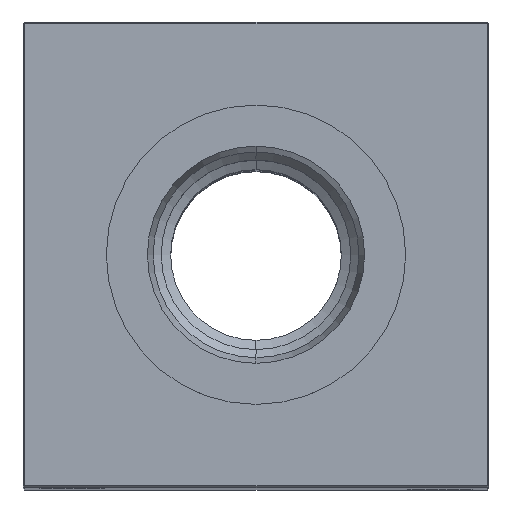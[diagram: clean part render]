
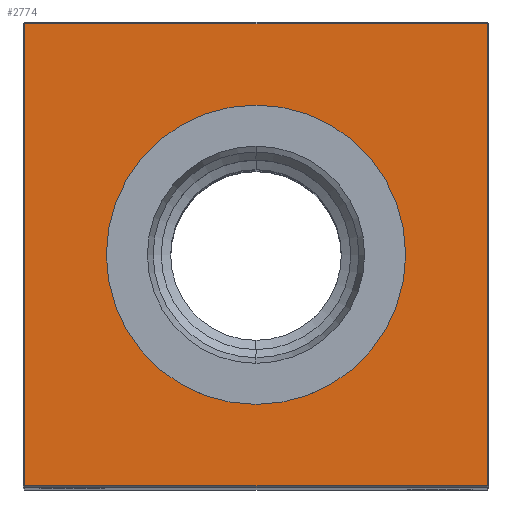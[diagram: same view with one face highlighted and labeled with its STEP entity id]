
A CAD part, top view. The second image highlights one B-rep face of the part: STEP entity #2774.
In plain terms, the highlighted planar face has unit normal (0, 0, 1).
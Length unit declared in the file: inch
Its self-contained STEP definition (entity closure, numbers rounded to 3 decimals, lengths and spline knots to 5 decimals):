
#446 = ORIENTED_EDGE ( 'NONE', *, *, #500, .T. ) ;
#500 = EDGE_CURVE ( 'NONE', #4087, #22551, #8456, .T. ) ;
#1131 = CARTESIAN_POINT ( 'NONE',  ( 1.49, 0., 9.25 ) ) ;
#2114 = CARTESIAN_POINT ( 'NONE',  ( 1.49, 1.49, 9.25 ) ) ;
#2170 = DIRECTION ( 'NONE',  ( -1., 0., 0. ) ) ;
#2774 = ADVANCED_FACE ( 'NONE', ( #11183, #15822 ), #9057, .F. ) ;
#3504 = CARTESIAN_POINT ( 'NONE',  ( -1.49, 1.49, 9.25 ) ) ;
#3862 = VECTOR ( 'NONE', #22432, 39.37008 ) ;
#4087 = VERTEX_POINT ( 'NONE', #2114 ) ;
#4802 = VERTEX_POINT ( 'NONE', #14047 ) ;
#4835 = DIRECTION ( 'NONE',  ( 0., 0., -1. ) ) ;
#5563 = DIRECTION ( 'NONE',  ( 0., -1., 0. ) ) ;
#6534 = AXIS2_PLACEMENT_3D ( 'NONE', #15546, #4835, #13445 ) ;
#6584 = CARTESIAN_POINT ( 'NONE',  ( 1.49, -1.49, 9.25 ) ) ;
#6689 = AXIS2_PLACEMENT_3D ( 'NONE', #23511, #27860, #21005 ) ;
#7123 = VECTOR ( 'NONE', #9861, 39.37008 ) ;
#7526 = EDGE_LOOP ( 'NONE', ( #13727, #26228, #14967, #446 ) ) ;
#7732 = LINE ( 'NONE', #20565, #7123 ) ;
#8456 = LINE ( 'NONE', #14516, #27613 ) ;
#9057 = PLANE ( 'NONE',  #6534 ) ;
#9861 = DIRECTION ( 'NONE',  ( 1., 0., 0. ) ) ;
#9877 = CARTESIAN_POINT ( 'NONE',  ( -1.49, -1.49, 9.25 ) ) ;
#10608 = CIRCLE ( 'NONE', #25867, 0.96457 ) ;
#11183 = FACE_OUTER_BOUND ( 'NONE', #7526, .T. ) ;
#13445 = DIRECTION ( 'NONE',  ( -1., 0., 0. ) ) ;
#13727 = ORIENTED_EDGE ( 'NONE', *, *, #21037, .T. ) ;
#14047 = CARTESIAN_POINT ( 'NONE',  ( 0., -0.96457, 9.25 ) ) ;
#14516 = CARTESIAN_POINT ( 'NONE',  ( 0., 1.49, 9.25 ) ) ;
#14967 = ORIENTED_EDGE ( 'NONE', *, *, #17259, .T. ) ;
#15146 = DIRECTION ( 'NONE',  ( 0., 0., -1. ) ) ;
#15546 = CARTESIAN_POINT ( 'NONE',  ( 0., 0., 9.25 ) ) ;
#15822 = FACE_BOUND ( 'NONE', #18950, .T. ) ;
#16737 = EDGE_CURVE ( 'NONE', #4802, #25808, #10608, .T. ) ;
#17259 = EDGE_CURVE ( 'NONE', #22580, #4087, #24530, .T. ) ;
#18247 = VECTOR ( 'NONE', #5563, 39.37008 ) ;
#18950 = EDGE_LOOP ( 'NONE', ( #20541, #19283 ) ) ;
#19172 = VERTEX_POINT ( 'NONE', #9877 ) ;
#19283 = ORIENTED_EDGE ( 'NONE', *, *, #16737, .T. ) ;
#20541 = ORIENTED_EDGE ( 'NONE', *, *, #23147, .T. ) ;
#20565 = CARTESIAN_POINT ( 'NONE',  ( 0., -1.49, 9.25 ) ) ;
#20631 = CIRCLE ( 'NONE', #6689, 0.96457 ) ;
#20796 = CARTESIAN_POINT ( 'NONE',  ( -1.49, 0., 9.25 ) ) ;
#21005 = DIRECTION ( 'NONE',  ( -1., 0., 0. ) ) ;
#21037 = EDGE_CURVE ( 'NONE', #22551, #19172, #26971, .T. ) ;
#22432 = DIRECTION ( 'NONE',  ( 0., 1., 0. ) ) ;
#22550 = EDGE_CURVE ( 'NONE', #19172, #22580, #7732, .T. ) ;
#22551 = VERTEX_POINT ( 'NONE', #3504 ) ;
#22580 = VERTEX_POINT ( 'NONE', #6584 ) ;
#22907 = CARTESIAN_POINT ( 'NONE',  ( 0., 0.96457, 9.25 ) ) ;
#23147 = EDGE_CURVE ( 'NONE', #25808, #4802, #20631, .T. ) ;
#23511 = CARTESIAN_POINT ( 'NONE',  ( 0., 0., 9.25 ) ) ;
#24530 = LINE ( 'NONE', #1131, #3862 ) ;
#25696 = CARTESIAN_POINT ( 'NONE',  ( 0., 0., 9.25 ) ) ;
#25808 = VERTEX_POINT ( 'NONE', #22907 ) ;
#25867 = AXIS2_PLACEMENT_3D ( 'NONE', #25696, #15146, #2170 ) ;
#26228 = ORIENTED_EDGE ( 'NONE', *, *, #22550, .T. ) ;
#26971 = LINE ( 'NONE', #20796, #18247 ) ;
#27585 = DIRECTION ( 'NONE',  ( -1., 0., 0. ) ) ;
#27613 = VECTOR ( 'NONE', #27585, 39.37008 ) ;
#27860 = DIRECTION ( 'NONE',  ( 0., 0., -1. ) ) ;
